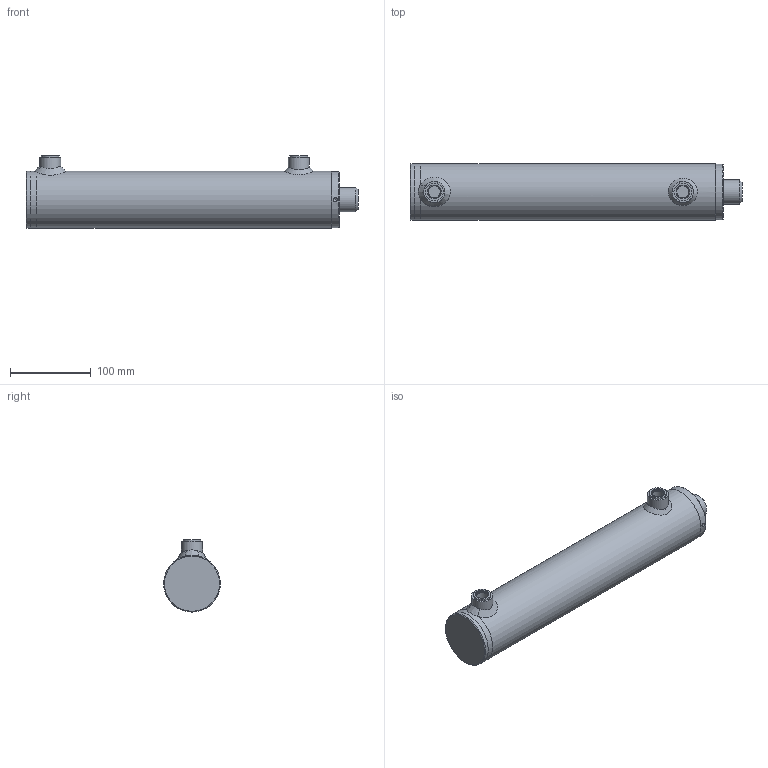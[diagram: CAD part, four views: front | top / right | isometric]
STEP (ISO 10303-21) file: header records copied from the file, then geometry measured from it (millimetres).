
FILE_DESCRIPTION( ( 'Unknown' ), '1' );
FILE_NAME( 'HM03300250.stp', 'Unknown', ( 'Unknown' ), ( 'Unknown' ), 'PSStep 17.0.49', 'Unknown', ' ' );
FILE_SCHEMA( ( 'AUTOMOTIVE_DESIGN { 1 0 10303 214 1 1 1 1 }' ) );
Length unit declared in the file: millimetre
Products named in the file (18): CT00060020; STL3500250-oa4; Saldatura d'angolo 1-oa2; CBS0600000; FTM3500250-oa3; CG07006030; Assem1; Saldatura con preparazione 1-oa0; Saldatura d'angolo 1-oa1; CF00060070; CDA0002015; APG0600000; SBL3030250
Assembly tree (15 placements, depth 3):
  Saldatura d'angolo 1-oa2
  Saldatura d'angolo 1-oa2
  Assem1
    Saldatura con preparazione 1-oa0
    Saldatura con preparazione 1-oa0
    CF00060070
    CBS0600000
    CDA0002015
    APG0600000  x2
    SBL3030250
    CG07006030
      CG07006030
    CT00060020
      CT00060020
    STL3500250-oa4
      CBS0600000
      FTM3500250-oa3
  Saldatura d'angolo 1-oa1
  Saldatura d'angolo 1-oa1
Bounding box: 410 x 70 x 89 mm (x, y, z)
Volume: 899386.6 mm3; surface area: 268893.7 mm2
Topology: 16 solids, 16 shells, 201 faces, 407 edges, 251 vertices
Faces by surface type: plane 58, cylinder 55, torus 38, cone 32, bspline 18
Full cylindrical faces by diameter (mm): 4.25 x1, 5 x2, 6 x2, 7 x2, 14.95 x2, 16 x2, 16.6 x2, 19.4 x1, 20 x5, 22 x2, 24.5 x1, 26 x2, 30 x5, 32 x1, 33 x1, 38.6 x1, 40 x1, 44 x1, 55 x1, 55.39 x2, 58.65 x2, 59.9 x1, 60 x1, 60.3 x1, 60.5 x1, 60.6 x1, 61 x1, 62 x3, 62.376 x1, 64 x1
Entity records: 8646 total; most frequent: CARTESIAN_POINT 3936, DIRECTION 710, ORIENTED_EDGE 432, AXIS2_PLACEMENT_3D 343, EDGE_LOOP 342, FACE_OUTER_BOUND 276, EDGE_CURVE 216, VERTEX_POINT 195
